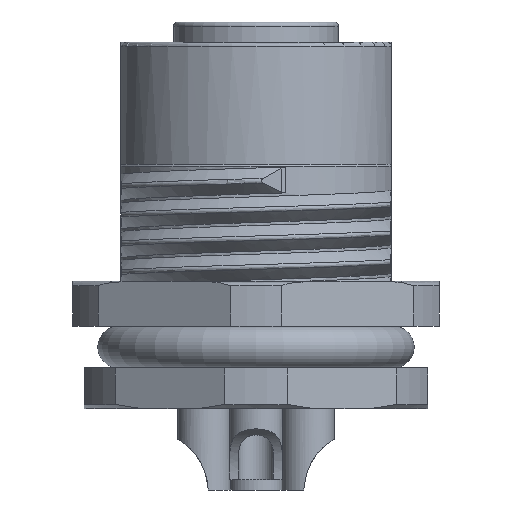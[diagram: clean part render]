
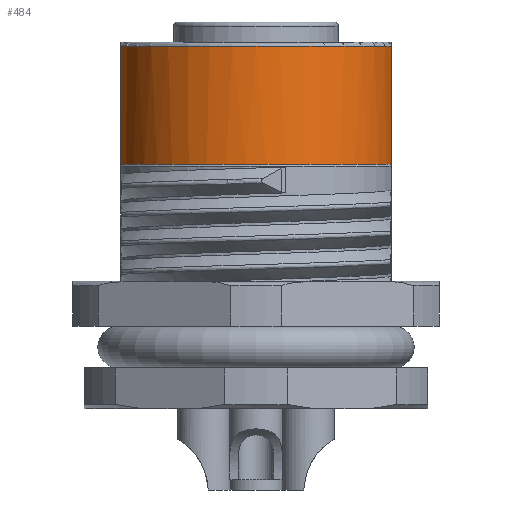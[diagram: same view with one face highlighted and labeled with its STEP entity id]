
A CAD part, front view. The second image highlights one B-rep face of the part: STEP entity #484.
In plain terms, the highlighted cylindrical face has radius 6.75 mm (diameter 13.5 mm), a partial arc.
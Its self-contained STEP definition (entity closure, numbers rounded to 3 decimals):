
#484=ADVANCED_FACE('',(#916),#779,.T.);
#779=CYLINDRICAL_SURFACE('',#5683,6.75);
#916=FACE_OUTER_BOUND('',#1203,.T.);
#1203=EDGE_LOOP('',(#2876,#2877,#2878,#2879));
#1635=B_SPLINE_CURVE_WITH_KNOTS('',3,(#8668,#8669,#8670,#8671),
 .UNSPECIFIED.,.F.,.F.,(4,4),(0.,1.),.UNSPECIFIED.);
#1691=B_SPLINE_CURVE_WITH_KNOTS('',3,(#10556,#10557,#10558,#10559,#10560,
#10561,#10562,#10563,#10564,#10565),.UNSPECIFIED.,.F.,.F.,(4,2,2,2,4),(0.,
0.25,0.5,0.75,1.),.UNSPECIFIED.);
#1949=LINE('',#8418,#2223);
#2223=VECTOR('',#6275,1.);
#2876=ORIENTED_EDGE('',*,*,#4805,.F.);
#2877=ORIENTED_EDGE('',*,*,#4878,.T.);
#2878=ORIENTED_EDGE('',*,*,#4750,.T.);
#2879=ORIENTED_EDGE('',*,*,#4876,.F.);
#4162=VERTEX_POINT('',#8417);
#4163=VERTEX_POINT('',#8419);
#4213=VERTEX_POINT('',#8667);
#4214=VERTEX_POINT('',#8672);
#4750=EDGE_CURVE('',#4163,#4162,#1949,.T.);
#4805=EDGE_CURVE('',#4213,#4214,#1635,.T.);
#4876=EDGE_CURVE('',#4214,#4162,#5432,.T.);
#4878=EDGE_CURVE('',#4213,#4163,#1691,.T.);
#5432=CIRCLE('',#5680,6.75);
#5680=AXIS2_PLACEMENT_3D('',#10543,#6356,#6357);
#5683=AXIS2_PLACEMENT_3D('',#10566,#6362,#6363);
#6275=DIRECTION('',(0.,0.,1.));
#6356=DIRECTION('',(0.,0.,1.));
#6357=DIRECTION('',(-0.984,-0.18,0.));
#6362=DIRECTION('',(0.,0.,1.));
#6363=DIRECTION('',(-0.866,-0.5,0.));
#8417=CARTESIAN_POINT('',(6.639,-1.217,8.8));
#8418=CARTESIAN_POINT('',(6.639,-1.217,3.));
#8419=CARTESIAN_POINT('',(6.639,-1.217,3.));
#8667=CARTESIAN_POINT('',(-6.639,-1.217,3.));
#8668=CARTESIAN_POINT('',(-6.639,-1.217,3.));
#8669=CARTESIAN_POINT('',(-6.639,-1.217,4.933));
#8670=CARTESIAN_POINT('',(-6.639,-1.217,6.866));
#8671=CARTESIAN_POINT('',(-6.639,-1.217,8.8));
#8672=CARTESIAN_POINT('',(-6.639,-1.217,8.8));
#10543=CARTESIAN_POINT('',(0.,0.,8.8));
#10556=CARTESIAN_POINT('',(-6.639,-1.217,3.));
#10557=CARTESIAN_POINT('',(-6.358,-2.755,3.));
#10558=CARTESIAN_POINT('',(-5.522,-4.185,3.));
#10559=CARTESIAN_POINT('',(-3.12,-6.186,3.));
#10560=CARTESIAN_POINT('',(-1.563,-6.75,3.));
#10561=CARTESIAN_POINT('',(1.563,-6.75,3.));
#10562=CARTESIAN_POINT('',(3.12,-6.186,3.));
#10563=CARTESIAN_POINT('',(5.522,-4.185,3.));
#10564=CARTESIAN_POINT('',(6.358,-2.755,3.));
#10565=CARTESIAN_POINT('',(6.639,-1.217,3.));
#10566=CARTESIAN_POINT('',(0.,0.,3.));
